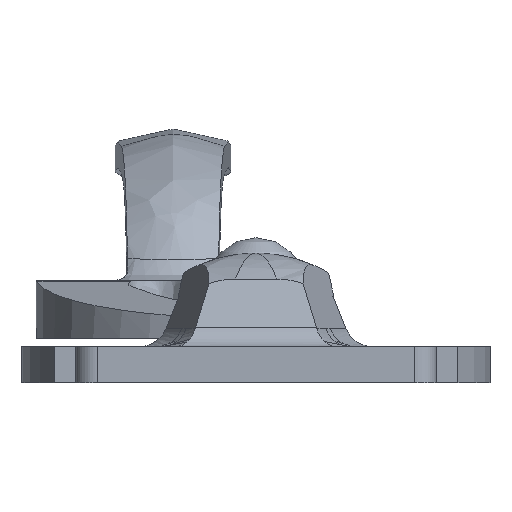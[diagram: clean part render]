
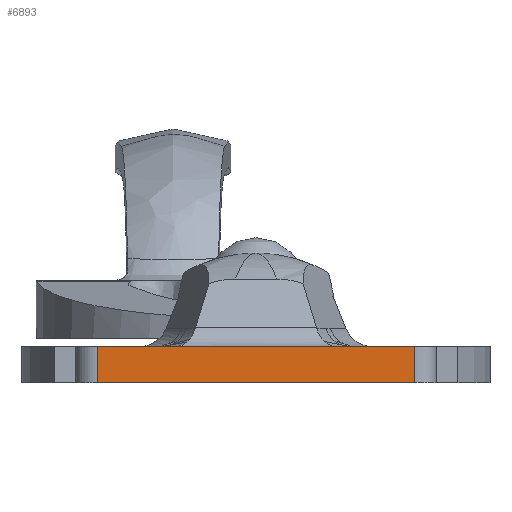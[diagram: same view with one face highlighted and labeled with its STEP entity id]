
A CAD part, left-side view. The second image highlights one B-rep face of the part: STEP entity #6893.
In plain terms, the highlighted free-form (B-spline) face has degree [1, 1] with [2, 2] control points.
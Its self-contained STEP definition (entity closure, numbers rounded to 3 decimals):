
#6819=CARTESIAN_POINT('',(-52.5,-22.0,0.0));
#6820=VERTEX_POINT('',#6819);
#6843=CARTESIAN_POINT('',(-52.5,-22.0,5.0));
#6844=VERTEX_POINT('',#6843);
#6858=CARTESIAN_POINT('',(-52.5,-22.0,5.0));
#6859=CARTESIAN_POINT('',(-52.5,-22.0,0.0));
#6860=QUASI_UNIFORM_CURVE('',1,(#6858,#6859),.UNSPECIFIED.,.F.,.U.);
#6861=EDGE_CURVE('',#6844,#6820,#6860,.T.);
#6866=CARTESIAN_POINT('',(-52.5,24.198,5.25));
#6867=CARTESIAN_POINT('',(-52.5,24.198,-0.25));
#6868=CARTESIAN_POINT('',(-52.5,-24.198,5.25));
#6869=CARTESIAN_POINT('',(-52.5,-24.198,-0.25));
#6870=B_SPLINE_SURFACE_WITH_KNOTS('',1,1,((#6866,#6868),(#6867,#6869)),.UNSPECIFIED.,.F.,.F.,.U.,(2,2),(2,2),(0.0,5.5),(0.0,48.396),.UNSPECIFIED.);
#6871=CARTESIAN_POINT('',(-52.5,22.0,0.0));
#6872=VERTEX_POINT('',#6871);
#6873=CARTESIAN_POINT('',(-52.5,22.0,0.0));
#6874=CARTESIAN_POINT('',(-52.5,-22.0,0.0));
#6875=QUASI_UNIFORM_CURVE('',1,(#6873,#6874),.UNSPECIFIED.,.F.,.U.);
#6876=EDGE_CURVE('',#6872,#6820,#6875,.T.);
#6877=ORIENTED_EDGE('',*,*,#6876,.T.);
#6878=ORIENTED_EDGE('',*,*,#6861,.F.);
#6879=CARTESIAN_POINT('',(-52.5,22.0,5.0));
#6880=VERTEX_POINT('',#6879);
#6881=CARTESIAN_POINT('',(-52.5,22.0,5.0));
#6882=CARTESIAN_POINT('',(-52.5,-22.0,5.0));
#6883=QUASI_UNIFORM_CURVE('',1,(#6881,#6882),.UNSPECIFIED.,.F.,.U.);
#6884=EDGE_CURVE('',#6880,#6844,#6883,.T.);
#6885=ORIENTED_EDGE('',*,*,#6884,.F.);
#6886=CARTESIAN_POINT('',(-52.5,22.0,5.0));
#6887=CARTESIAN_POINT('',(-52.5,22.0,0.0));
#6888=QUASI_UNIFORM_CURVE('',1,(#6886,#6887),.UNSPECIFIED.,.F.,.U.);
#6889=EDGE_CURVE('',#6880,#6872,#6888,.T.);
#6890=ORIENTED_EDGE('',*,*,#6889,.T.);
#6891=EDGE_LOOP('',(#6877,#6878,#6885,#6890));
#6892=FACE_OUTER_BOUND('',#6891,.T.);
#6893=ADVANCED_FACE('',(#6892),#6870,.T.);
